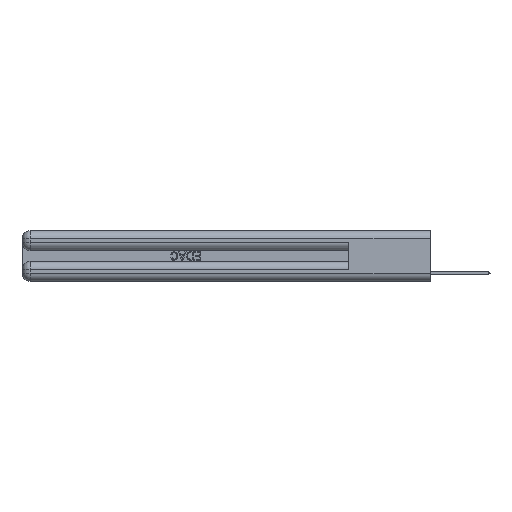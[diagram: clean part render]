
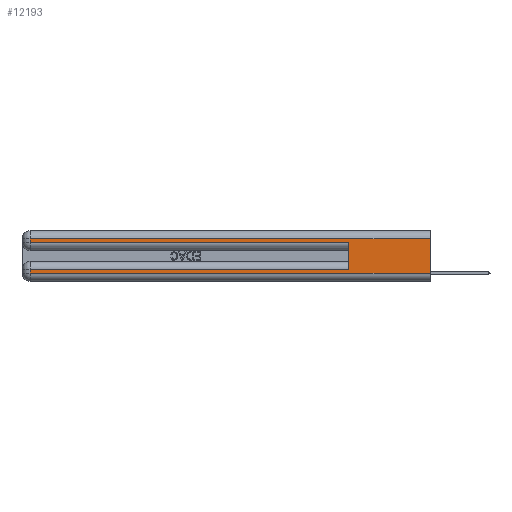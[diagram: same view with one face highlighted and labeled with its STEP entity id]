
A CAD part, left-side view. The second image highlights one B-rep face of the part: STEP entity #12193.
In plain terms, the highlighted planar face has unit normal (-1, 0, 0).
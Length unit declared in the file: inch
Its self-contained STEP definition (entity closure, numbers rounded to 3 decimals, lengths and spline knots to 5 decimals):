
#163 = DIRECTION ( 'NONE',  ( 0., 0., -1. ) ) ;
#336 = DIRECTION ( 'NONE',  ( 0., 0., -1. ) ) ;
#450 = ORIENTED_EDGE ( 'NONE', *, *, #16178, .F. ) ;
#517 = FACE_OUTER_BOUND ( 'NONE', #1109, .T. ) ;
#722 = VECTOR ( 'NONE', #7536, 39.37008 ) ;
#831 = LINE ( 'NONE', #2984, #4745 ) ;
#1109 = EDGE_LOOP ( 'NONE', ( #20842, #15087, #19278, #13566, #450, #4508, #2770, #20748 ) ) ;
#1178 = CARTESIAN_POINT ( 'NONE',  ( 0., 0., 0.285 ) ) ;
#1503 = CARTESIAN_POINT ( 'NONE',  ( 0., 2.94, 0.06 ) ) ;
#1556 = VECTOR ( 'NONE', #336, 39.37008 ) ;
#2521 = CARTESIAN_POINT ( 'NONE',  ( 0., 2.94, 0.085 ) ) ;
#2730 = CARTESIAN_POINT ( 'NONE',  ( 0., 0., 0.06 ) ) ;
#2770 = ORIENTED_EDGE ( 'NONE', *, *, #6954, .T. ) ;
#2899 = LINE ( 'NONE', #24675, #1556 ) ;
#2984 = CARTESIAN_POINT ( 'NONE',  ( 0., 0., 0.31 ) ) ;
#3975 = CARTESIAN_POINT ( 'NONE',  ( 0., 2.94, 0.31 ) ) ;
#4508 = ORIENTED_EDGE ( 'NONE', *, *, #7582, .T. ) ;
#4745 = VECTOR ( 'NONE', #24743, 39.37008 ) ;
#4931 = LINE ( 'NONE', #2730, #13937 ) ;
#5784 = CARTESIAN_POINT ( 'NONE',  ( 0., 0., 0.06 ) ) ;
#5862 = EDGE_CURVE ( 'NONE', #28101, #16965, #831, .T. ) ;
#6954 = EDGE_CURVE ( 'NONE', #18016, #11236, #2899, .T. ) ;
#7337 = VERTEX_POINT ( 'NONE', #11610 ) ;
#7536 = DIRECTION ( 'NONE',  ( 0., 0., -1. ) ) ;
#7582 = EDGE_CURVE ( 'NONE', #10887, #18016, #17853, .T. ) ;
#8179 = CARTESIAN_POINT ( 'NONE',  ( 0., 0., 0.085 ) ) ;
#8607 = VERTEX_POINT ( 'NONE', #18333 ) ;
#9818 = CARTESIAN_POINT ( 'NONE',  ( 0., 0., 0.37 ) ) ;
#10887 = VERTEX_POINT ( 'NONE', #23610 ) ;
#11134 = CARTESIAN_POINT ( 'NONE',  ( 0., 0., 0.37 ) ) ;
#11236 = VERTEX_POINT ( 'NONE', #1503 ) ;
#11432 = CARTESIAN_POINT ( 'NONE',  ( 0., 0.6, 0.145 ) ) ;
#11610 = CARTESIAN_POINT ( 'NONE',  ( 0., 2.94, 0.285 ) ) ;
#11789 = CARTESIAN_POINT ( 'NONE',  ( 0., 0., 0.31 ) ) ;
#12193 = ADVANCED_FACE ( 'NONE', ( #517 ), #17872, .F. ) ;
#12452 = DIRECTION ( 'NONE',  ( 0., 1., 0. ) ) ;
#13436 = LINE ( 'NONE', #11432, #14570 ) ;
#13566 = ORIENTED_EDGE ( 'NONE', *, *, #28049, .T. ) ;
#13895 = EDGE_CURVE ( 'NONE', #28101, #17179, #14371, .T. ) ;
#13937 = VECTOR ( 'NONE', #16368, 39.37008 ) ;
#14371 = LINE ( 'NONE', #9818, #722 ) ;
#14570 = VECTOR ( 'NONE', #20470, 39.37008 ) ;
#15087 = ORIENTED_EDGE ( 'NONE', *, *, #5862, .T. ) ;
#15369 = CARTESIAN_POINT ( 'NONE',  ( 0., 2.94, 0.37 ) ) ;
#15459 = DIRECTION ( 'NONE',  ( 0., 0., -1. ) ) ;
#16178 = EDGE_CURVE ( 'NONE', #10887, #8607, #13436, .T. ) ;
#16368 = DIRECTION ( 'NONE',  ( 0., -1., 0. ) ) ;
#16965 = VERTEX_POINT ( 'NONE', #3975 ) ;
#17179 = VERTEX_POINT ( 'NONE', #5784 ) ;
#17462 = EDGE_CURVE ( 'NONE', #16965, #7337, #26249, .T. ) ;
#17853 = LINE ( 'NONE', #8179, #21192 ) ;
#17872 = PLANE ( 'NONE',  #23149 ) ;
#18016 = VERTEX_POINT ( 'NONE', #2521 ) ;
#18333 = CARTESIAN_POINT ( 'NONE',  ( 0., 0.6, 0.285 ) ) ;
#18658 = DIRECTION ( 'NONE',  ( 0., -1., 0. ) ) ;
#19278 = ORIENTED_EDGE ( 'NONE', *, *, #17462, .T. ) ;
#20160 = DIRECTION ( 'NONE',  ( 1., 0., 0. ) ) ;
#20470 = DIRECTION ( 'NONE',  ( 0., 0., 1. ) ) ;
#20658 = LINE ( 'NONE', #1178, #24422 ) ;
#20748 = ORIENTED_EDGE ( 'NONE', *, *, #22827, .T. ) ;
#20842 = ORIENTED_EDGE ( 'NONE', *, *, #13895, .F. ) ;
#21192 = VECTOR ( 'NONE', #12452, 39.37008 ) ;
#22827 = EDGE_CURVE ( 'NONE', #11236, #17179, #4931, .T. ) ;
#23149 = AXIS2_PLACEMENT_3D ( 'NONE', #11134, #20160, #15459 ) ;
#23610 = CARTESIAN_POINT ( 'NONE',  ( 0., 0.6, 0.085 ) ) ;
#24422 = VECTOR ( 'NONE', #18658, 39.37008 ) ;
#24675 = CARTESIAN_POINT ( 'NONE',  ( 0., 2.94, 0.37 ) ) ;
#24743 = DIRECTION ( 'NONE',  ( 0., 1., 0. ) ) ;
#26249 = LINE ( 'NONE', #15369, #27288 ) ;
#27288 = VECTOR ( 'NONE', #163, 39.37008 ) ;
#28049 = EDGE_CURVE ( 'NONE', #7337, #8607, #20658, .T. ) ;
#28101 = VERTEX_POINT ( 'NONE', #11789 ) ;
